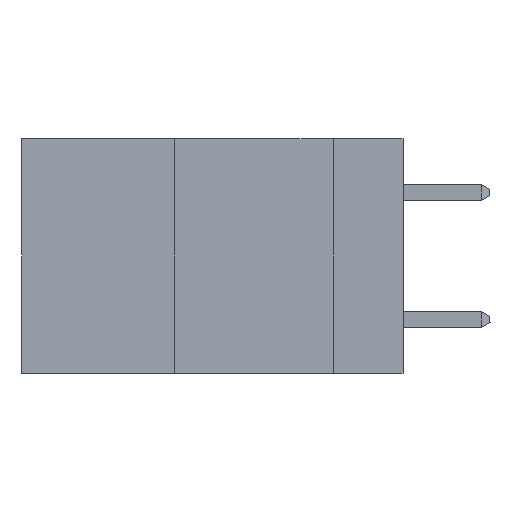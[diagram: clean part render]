
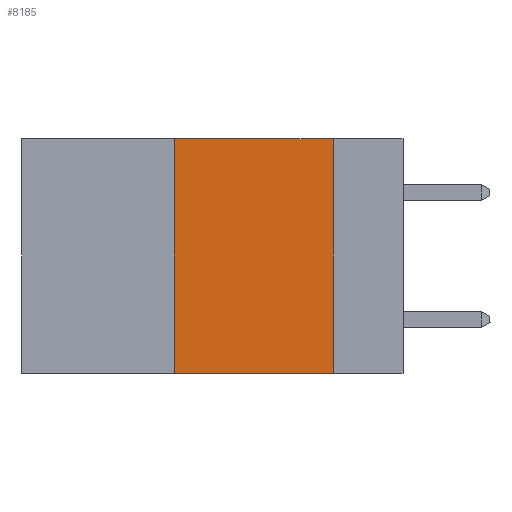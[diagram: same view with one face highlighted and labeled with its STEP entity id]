
A CAD part, left-side view. The second image highlights one B-rep face of the part: STEP entity #8185.
In plain terms, the highlighted planar face has unit normal (-1, 0, 0).
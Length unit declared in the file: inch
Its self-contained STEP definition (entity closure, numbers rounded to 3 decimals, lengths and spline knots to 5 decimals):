
#439 = CARTESIAN_POINT ( 'NONE',  ( 0., 0.36, 0. ) ) ;
#726 = DIRECTION ( 'NONE',  ( 1., 0., 0. ) ) ;
#832 = CARTESIAN_POINT ( 'NONE',  ( 0., 0.6, 0. ) ) ;
#895 = EDGE_CURVE ( 'NONE', #14468, #14977, #2204, .T. ) ;
#942 = DIRECTION ( 'NONE',  ( 0., 0., -1. ) ) ;
#1992 = EDGE_CURVE ( 'NONE', #14468, #9400, #6588, .T. ) ;
#2204 = LINE ( 'NONE', #13712, #6982 ) ;
#4682 = DIRECTION ( 'NONE',  ( 0., 0., 1. ) ) ;
#4694 = ORIENTED_EDGE ( 'NONE', *, *, #1992, .F. ) ;
#4699 = AXIS2_PLACEMENT_3D ( 'NONE', #832, #726, #942 ) ;
#5022 = ORIENTED_EDGE ( 'NONE', *, *, #895, .T. ) ;
#6588 = LINE ( 'NONE', #9874, #8242 ) ;
#6982 = VECTOR ( 'NONE', #8949, 39.37008 ) ;
#7915 = FACE_OUTER_BOUND ( 'NONE', #17719, .T. ) ;
#8185 = ADVANCED_FACE ( 'NONE', ( #7915 ), #12537, .F. ) ;
#8242 = VECTOR ( 'NONE', #4682, 39.37008 ) ;
#8949 = DIRECTION ( 'NONE',  ( 0., -1., 0. ) ) ;
#9231 = ORIENTED_EDGE ( 'NONE', *, *, #17227, .F. ) ;
#9400 = VERTEX_POINT ( 'NONE', #439 ) ;
#9543 = EDGE_CURVE ( 'NONE', #11900, #14977, #13923, .T. ) ;
#9716 = LINE ( 'NONE', #17786, #17571 ) ;
#9874 = CARTESIAN_POINT ( 'NONE',  ( 0., 0.36, 0. ) ) ;
#10527 = CARTESIAN_POINT ( 'NONE',  ( 0., 0.36, -0.37 ) ) ;
#11752 = VECTOR ( 'NONE', #16007, 39.37008 ) ;
#11900 = VERTEX_POINT ( 'NONE', #12687 ) ;
#12537 = PLANE ( 'NONE',  #4699 ) ;
#12687 = CARTESIAN_POINT ( 'NONE',  ( 0., 0.11, 0. ) ) ;
#13712 = CARTESIAN_POINT ( 'NONE',  ( 0., 0.6, -0.37 ) ) ;
#13923 = LINE ( 'NONE', #17455, #11752 ) ;
#14468 = VERTEX_POINT ( 'NONE', #10527 ) ;
#14686 = DIRECTION ( 'NONE',  ( 0., -1., 0. ) ) ;
#14977 = VERTEX_POINT ( 'NONE', #20798 ) ;
#14978 = ORIENTED_EDGE ( 'NONE', *, *, #9543, .F. ) ;
#16007 = DIRECTION ( 'NONE',  ( 0., 0., -1. ) ) ;
#17227 = EDGE_CURVE ( 'NONE', #9400, #11900, #9716, .T. ) ;
#17455 = CARTESIAN_POINT ( 'NONE',  ( 0., 0.11, 0. ) ) ;
#17571 = VECTOR ( 'NONE', #14686, 39.37008 ) ;
#17719 = EDGE_LOOP ( 'NONE', ( #14978, #9231, #4694, #5022 ) ) ;
#17786 = CARTESIAN_POINT ( 'NONE',  ( 0., 0.6, 0. ) ) ;
#20798 = CARTESIAN_POINT ( 'NONE',  ( 0., 0.11, -0.37 ) ) ;
